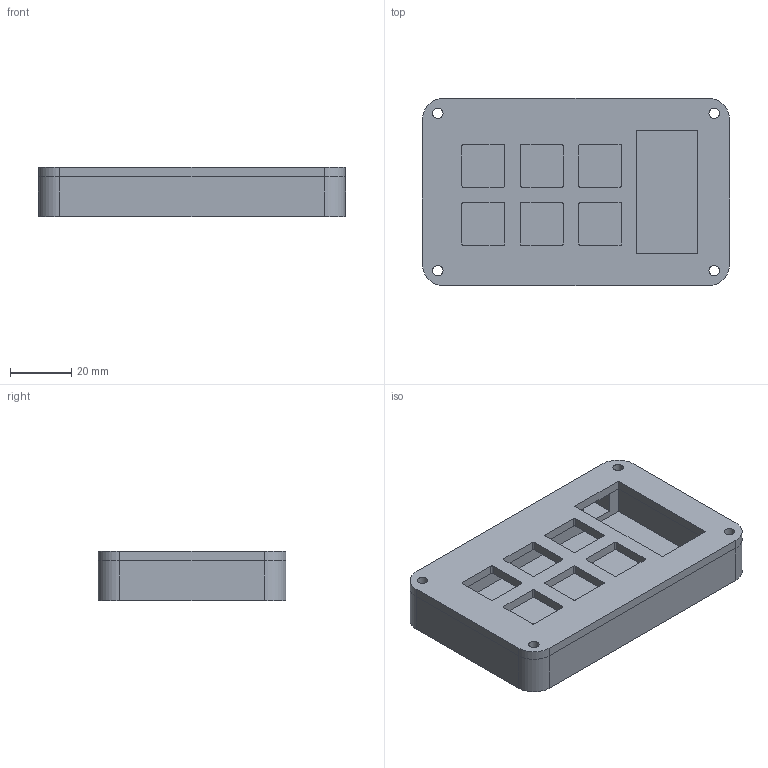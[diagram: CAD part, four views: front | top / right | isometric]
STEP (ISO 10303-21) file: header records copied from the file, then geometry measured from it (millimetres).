
FILE_DESCRIPTION(/* description */ ('STEP AP242 Edition 2','CAx-IF Rec.Pracs.---Representation and Presentation of Product Manufacturing Information (PMI)---4.0---2014-10-13','CAx-IF Rec.Pracs.---3D Tessellated Geometry---0.4---2014-09-14','2;1','CAx-IF Rec.Pracs.---User Defined Attributes---1.5---2016-08-15'),/* implementation_level */ '2;1');
FILE_NAME(/* name */ '698d207ea72acc7060233c22',/* time_stamp */ '2026-02-12T00:36:15Z',/* author */ (''),/* organization */ (''),/* preprocessor_version */ 'ST-DEVELOPER v20',/* originating_system */ 'ONSHAPE BY PTC INC, 1.210',/* authorisation */ ' ');
FILE_SCHEMA (('AP242_MANAGED_MODEL_BASED_3D_ENGINEERING_MIM_LF { 1 0 10303 442 3 1 4 }'));
Length unit declared in the file: metre
Products named in the file (3): Part 1; Part 3; Part 2
Bounding box: 100.2 x 61.3 x 16 mm (x, y, z)
Volume: 60249.1 mm3; surface area: 36330.3 mm2
Topology: 3 solids, 3 shells, 94 faces, 264 edges, 176 vertices
Faces by surface type: plane 54, cylinder 40
Full cylindrical faces by diameter (mm): 3.4 x8
Entity records: 3142 total; most frequent: DIRECTION 530, CARTESIAN_POINT 529, ORIENTED_EDGE 512, EDGE_CURVE 256, AXIS2_PLACEMENT_3D 177, VERTEX_POINT 176, LINE 176, VECTOR 176
